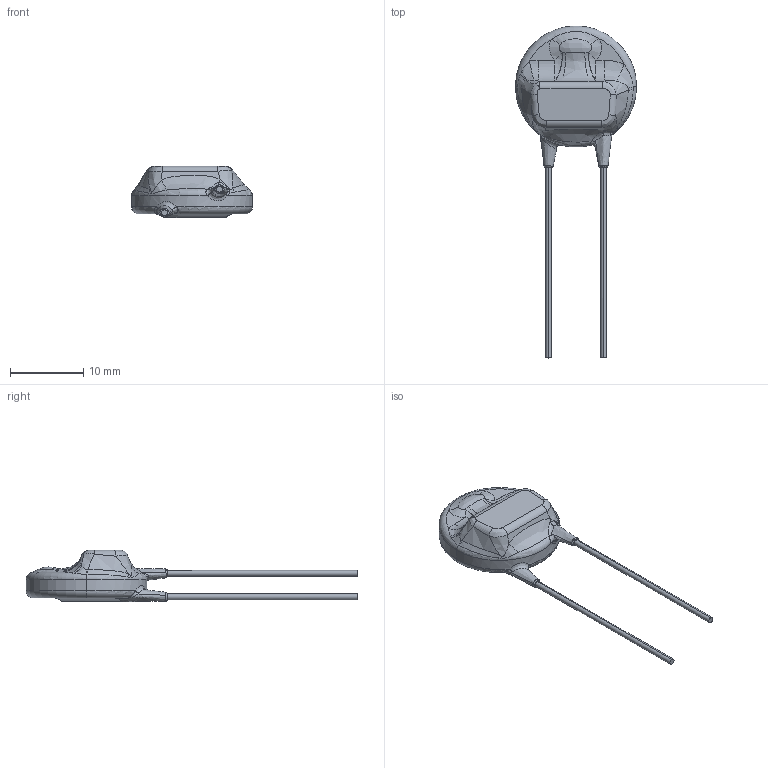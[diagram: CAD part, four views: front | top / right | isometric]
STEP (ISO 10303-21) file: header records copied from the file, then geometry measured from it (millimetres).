
FILE_DESCRIPTION (( 'STEP AP214' ), '1' );
FILE_NAME ('NT14K275E2K4.STEP', '2019-12-20T08:59:55', ( '' ), ( '' ), 'SwSTEP 2.0', 'SolidWorks 2019', '' );
FILE_SCHEMA (( 'AUTOMOTIVE_DESIGN' ));
Length unit declared in the file: millimetre
Products named in the file (1): NT14K275E2K4
Bounding box: 16.5 x 45.25 x 7.01 mm (x, y, z)
Volume: 1050.4 mm3; surface area: 790.5 mm2
Topology: 1 solids, 1 shells, 104 faces, 257 edges, 154 vertices
Faces by surface type: bspline 65, plane 15, cylinder 13, torus 6, sphere 5
Entity records: 6946 total; most frequent: CARTESIAN_POINT 3759, ORIENTED_EDGE 512, DIRECTION 303, EDGE_CURVE 256, VERTEX_POINT 154, AXIS2_PLACEMENT_3D 141, B_SPLINE_CURVE_WITH_KNOTS 134, UNCERTAINTY_MEASURE_WITH_UNIT 107
